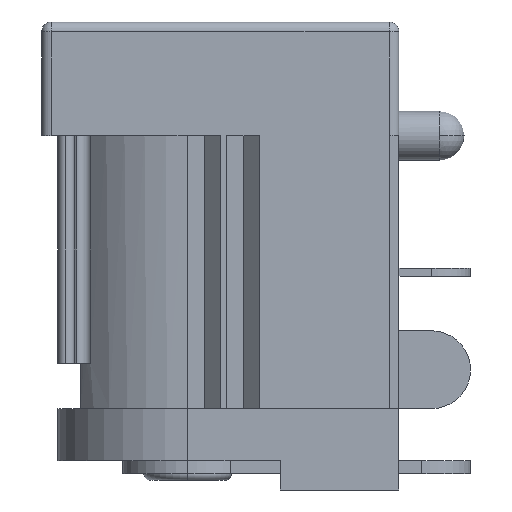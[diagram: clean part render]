
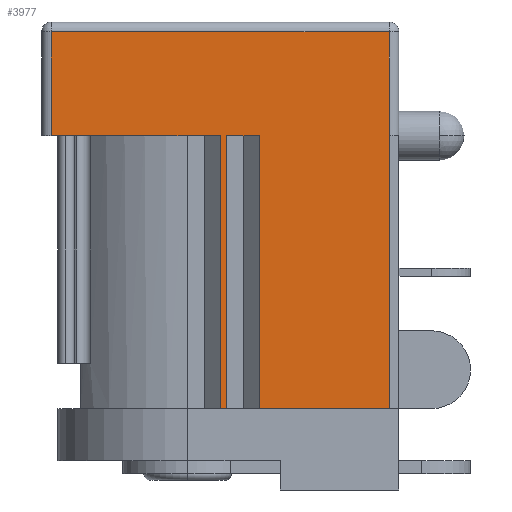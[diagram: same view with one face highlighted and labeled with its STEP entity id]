
A CAD part, left-side view. The second image highlights one B-rep face of the part: STEP entity #3977.
In plain terms, the highlighted planar face has unit normal (-1, 0, 0).
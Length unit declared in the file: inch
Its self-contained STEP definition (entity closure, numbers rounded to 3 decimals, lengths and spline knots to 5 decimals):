
#9 = LINE ( 'NONE', #4335, #2346 ) ;
#16 = CARTESIAN_POINT ( 'NONE',  ( -0.17717, 0.42126, -0.01181 ) ) ;
#98 = DIRECTION ( 'NONE',  ( 0., -1., 0. ) ) ;
#128 = EDGE_CURVE ( 'NONE', #642, #1498, #1416, .T. ) ;
#130 = DIRECTION ( 'NONE',  ( -1., 0., 0. ) ) ;
#151 = CARTESIAN_POINT ( 'NONE',  ( -0.17717, 0.20866, -0.1378 ) ) ;
#176 = VERTEX_POINT ( 'NONE', #2595 ) ;
#304 = VECTOR ( 'NONE', #1359, 39.37008 ) ;
#438 = VECTOR ( 'NONE', #3417, 39.37008 ) ;
#504 = VERTEX_POINT ( 'NONE', #1159 ) ;
#642 = VERTEX_POINT ( 'NONE', #1273 ) ;
#656 = VECTOR ( 'NONE', #98, 39.37008 ) ;
#713 = DIRECTION ( 'NONE',  ( 0., 1., 0. ) ) ;
#742 = CARTESIAN_POINT ( 'NONE',  ( -0.17717, 0.42126, -0.4685 ) ) ;
#776 = CARTESIAN_POINT ( 'NONE',  ( -0.17717, 0.01181, -0.4685 ) ) ;
#786 = VECTOR ( 'NONE', #713, 39.37008 ) ;
#815 = EDGE_CURVE ( 'NONE', #820, #1420, #4359, .T. ) ;
#820 = VERTEX_POINT ( 'NONE', #1049 ) ;
#900 = ORIENTED_EDGE ( 'NONE', *, *, #815, .T. ) ;
#976 = LINE ( 'NONE', #2995, #2007 ) ;
#1023 = AXIS2_PLACEMENT_3D ( 'NONE', #1495, #130, #1876 ) ;
#1028 = ORIENTED_EDGE ( 'NONE', *, *, #1673, .F. ) ;
#1042 = EDGE_CURVE ( 'NONE', #504, #820, #9, .T. ) ;
#1049 = CARTESIAN_POINT ( 'NONE',  ( -0.17717, 0.01181, -0.01181 ) ) ;
#1076 = VECTOR ( 'NONE', #4096, 39.37008 ) ;
#1080 = PLANE ( 'NONE',  #1023 ) ;
#1111 = ORIENTED_EDGE ( 'NONE', *, *, #1860, .F. ) ;
#1112 = CARTESIAN_POINT ( 'NONE',  ( -0.17717, 0.20866, -0.1378 ) ) ;
#1159 = CARTESIAN_POINT ( 'NONE',  ( -0.17717, 0.01181, -0.1378 ) ) ;
#1273 = CARTESIAN_POINT ( 'NONE',  ( -0.17717, 0.21654, -0.1378 ) ) ;
#1286 = DIRECTION ( 'NONE',  ( 0., 0., -1. ) ) ;
#1359 = DIRECTION ( 'NONE',  ( 0., 1., 0. ) ) ;
#1403 = LINE ( 'NONE', #776, #2502 ) ;
#1416 = LINE ( 'NONE', #4107, #3182 ) ;
#1420 = VERTEX_POINT ( 'NONE', #1589 ) ;
#1421 = LINE ( 'NONE', #3126, #656 ) ;
#1495 = CARTESIAN_POINT ( 'NONE',  ( -0.17717, 0.01181, -0.4685 ) ) ;
#1498 = VERTEX_POINT ( 'NONE', #2588 ) ;
#1589 = CARTESIAN_POINT ( 'NONE',  ( -0.17717, 0.42126, -0.01181 ) ) ;
#1646 = VECTOR ( 'NONE', #2405, 39.37008 ) ;
#1673 = EDGE_CURVE ( 'NONE', #1842, #1420, #3768, .T. ) ;
#1742 = EDGE_CURVE ( 'NONE', #2691, #3526, #2489, .T. ) ;
#1785 = ORIENTED_EDGE ( 'NONE', *, *, #128, .T. ) ;
#1798 = EDGE_CURVE ( 'NONE', #1498, #3526, #2445, .T. ) ;
#1842 = VERTEX_POINT ( 'NONE', #3089 ) ;
#1860 = EDGE_CURVE ( 'NONE', #2981, #2691, #3065, .T. ) ;
#1876 = DIRECTION ( 'NONE',  ( 0., -1., 0. ) ) ;
#1917 = EDGE_CURVE ( 'NONE', #176, #3224, #1421, .T. ) ;
#2007 = VECTOR ( 'NONE', #3677, 39.37008 ) ;
#2013 = ORIENTED_EDGE ( 'NONE', *, *, #2382, .F. ) ;
#2122 = EDGE_LOOP ( 'NONE', ( #2701, #2330, #2733, #3070, #900, #1028, #2013, #1785, #4358, #2380, #1111 ) ) ;
#2148 = DIRECTION ( 'NONE',  ( 0., 0., -1. ) ) ;
#2330 = ORIENTED_EDGE ( 'NONE', *, *, #1917, .T. ) ;
#2346 = VECTOR ( 'NONE', #2671, 39.37008 ) ;
#2380 = ORIENTED_EDGE ( 'NONE', *, *, #1742, .F. ) ;
#2382 = EDGE_CURVE ( 'NONE', #642, #1842, #976, .T. ) ;
#2405 = DIRECTION ( 'NONE',  ( 0., 0., 1. ) ) ;
#2445 = LINE ( 'NONE', #3479, #438 ) ;
#2489 = LINE ( 'NONE', #1112, #1076 ) ;
#2502 = VECTOR ( 'NONE', #3763, 39.37008 ) ;
#2588 = CARTESIAN_POINT ( 'NONE',  ( -0.17717, 0.21654, -0.4685 ) ) ;
#2595 = CARTESIAN_POINT ( 'NONE',  ( -0.17717, 0.16929, -0.4685 ) ) ;
#2671 = DIRECTION ( 'NONE',  ( 0., 0., 1. ) ) ;
#2691 = VERTEX_POINT ( 'NONE', #151 ) ;
#2701 = ORIENTED_EDGE ( 'NONE', *, *, #3702, .T. ) ;
#2733 = ORIENTED_EDGE ( 'NONE', *, *, #3124, .T. ) ;
#2981 = VERTEX_POINT ( 'NONE', #3712 ) ;
#2995 = CARTESIAN_POINT ( 'NONE',  ( -0.17717, 0.21654, -0.1378 ) ) ;
#3065 = LINE ( 'NONE', #3782, #786 ) ;
#3070 = ORIENTED_EDGE ( 'NONE', *, *, #1042, .T. ) ;
#3075 = VECTOR ( 'NONE', #1286, 39.37008 ) ;
#3089 = CARTESIAN_POINT ( 'NONE',  ( -0.17717, 0.42126, -0.1378 ) ) ;
#3124 = EDGE_CURVE ( 'NONE', #3224, #504, #1403, .T. ) ;
#3126 = CARTESIAN_POINT ( 'NONE',  ( -0.17717, 0.01181, -0.4685 ) ) ;
#3182 = VECTOR ( 'NONE', #2148, 39.37008 ) ;
#3224 = VERTEX_POINT ( 'NONE', #3567 ) ;
#3302 = LINE ( 'NONE', #3605, #3075 ) ;
#3417 = DIRECTION ( 'NONE',  ( 0., -1., 0. ) ) ;
#3479 = CARTESIAN_POINT ( 'NONE',  ( -0.17717, 0.01181, -0.4685 ) ) ;
#3526 = VERTEX_POINT ( 'NONE', #4119 ) ;
#3567 = CARTESIAN_POINT ( 'NONE',  ( -0.17717, 0.01181, -0.4685 ) ) ;
#3605 = CARTESIAN_POINT ( 'NONE',  ( -0.17717, 0.16929, -0.1378 ) ) ;
#3677 = DIRECTION ( 'NONE',  ( 0., 1., 0. ) ) ;
#3702 = EDGE_CURVE ( 'NONE', #2981, #176, #3302, .T. ) ;
#3712 = CARTESIAN_POINT ( 'NONE',  ( -0.17717, 0.16929, -0.1378 ) ) ;
#3763 = DIRECTION ( 'NONE',  ( 0., 0., 1. ) ) ;
#3768 = LINE ( 'NONE', #742, #1646 ) ;
#3782 = CARTESIAN_POINT ( 'NONE',  ( -0.17717, 0.20866, -0.1378 ) ) ;
#3977 = ADVANCED_FACE ( 'NONE', ( #4103 ), #1080, .T. ) ;
#4096 = DIRECTION ( 'NONE',  ( 0., 0., -1. ) ) ;
#4103 = FACE_OUTER_BOUND ( 'NONE', #2122, .T. ) ;
#4107 = CARTESIAN_POINT ( 'NONE',  ( -0.17717, 0.21654, -0.1378 ) ) ;
#4119 = CARTESIAN_POINT ( 'NONE',  ( -0.17717, 0.20866, -0.4685 ) ) ;
#4335 = CARTESIAN_POINT ( 'NONE',  ( -0.17717, 0.01181, -0.4685 ) ) ;
#4358 = ORIENTED_EDGE ( 'NONE', *, *, #1798, .T. ) ;
#4359 = LINE ( 'NONE', #16, #304 ) ;
